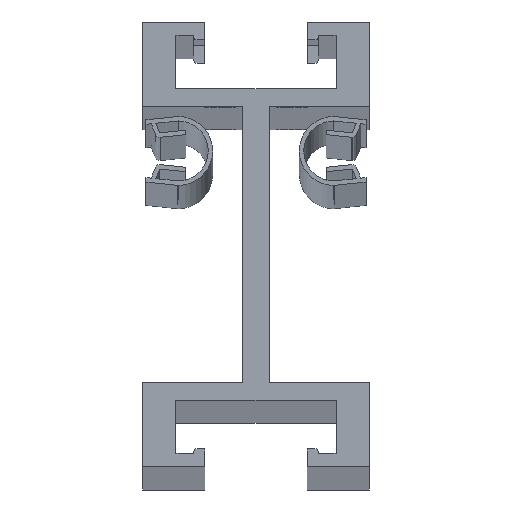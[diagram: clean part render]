
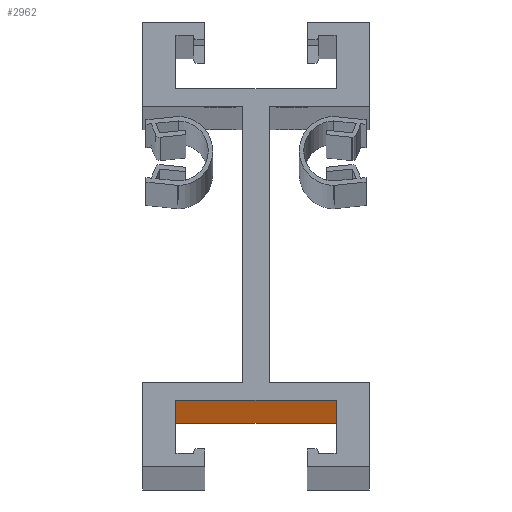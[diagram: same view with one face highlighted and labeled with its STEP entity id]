
A CAD part, top view. The second image highlights one B-rep face of the part: STEP entity #2962.
In plain terms, the highlighted planar face has unit normal (0, -1, 0).
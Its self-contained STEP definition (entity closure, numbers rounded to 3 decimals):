
#103 = EDGE_CURVE ( 'NONE', #4234, #3909, #3512, .T. ) ;
#187 = LINE ( 'NONE', #4749, #224 ) ;
#199 = CARTESIAN_POINT ( 'NONE',  ( 266.612, 480.744, 3337.519 ) ) ;
#224 = VECTOR ( 'NONE', #4326, 1000. ) ;
#272 = FACE_OUTER_BOUND ( 'NONE', #3332, .T. ) ;
#280 = CARTESIAN_POINT ( 'NONE',  ( 266.612, 480.744, 337.519 ) ) ;
#641 = VECTOR ( 'NONE', #4010, 1000. ) ;
#674 = DIRECTION ( 'NONE',  ( 0., 1., 0. ) ) ;
#1117 = LINE ( 'NONE', #199, #641 ) ;
#1120 = CARTESIAN_POINT ( 'NONE',  ( 266.612, 480.744, 3337.519 ) ) ;
#1203 = VERTEX_POINT ( 'NONE', #3753 ) ;
#1538 = CARTESIAN_POINT ( 'NONE',  ( 266.612, 480.744, 3337.519 ) ) ;
#1755 = VECTOR ( 'NONE', #2273, 1000. ) ;
#1913 = PLANE ( 'NONE',  #3405 ) ;
#1928 = ORIENTED_EDGE ( 'NONE', *, *, #4350, .F. ) ;
#1936 = DIRECTION ( 'NONE',  ( 1., 0., 0. ) ) ;
#2273 = DIRECTION ( 'NONE',  ( 1., 0., 0. ) ) ;
#2488 = VERTEX_POINT ( 'NONE', #1120 ) ;
#2782 = CARTESIAN_POINT ( 'NONE',  ( 266.612, 480.744, 3337.519 ) ) ;
#2962 = ADVANCED_FACE ( 'NONE', ( #272 ), #1913, .F. ) ;
#2973 = CARTESIAN_POINT ( 'NONE',  ( 230.612, 480.744, 337.519 ) ) ;
#2999 = VECTOR ( 'NONE', #1936, 1000. ) ;
#3010 = ORIENTED_EDGE ( 'NONE', *, *, #103, .T. ) ;
#3179 = CARTESIAN_POINT ( 'NONE',  ( 266.612, 480.744, 337.519 ) ) ;
#3332 = EDGE_LOOP ( 'NONE', ( #3010, #3811, #1928, #3735 ) ) ;
#3405 = AXIS2_PLACEMENT_3D ( 'NONE', #2782, #674, #4425 ) ;
#3512 = LINE ( 'NONE', #280, #1755 ) ;
#3568 = EDGE_CURVE ( 'NONE', #2488, #3909, #1117, .T. ) ;
#3735 = ORIENTED_EDGE ( 'NONE', *, *, #4106, .T. ) ;
#3753 = CARTESIAN_POINT ( 'NONE',  ( 230.612, 480.744, 3337.519 ) ) ;
#3811 = ORIENTED_EDGE ( 'NONE', *, *, #3568, .F. ) ;
#3909 = VERTEX_POINT ( 'NONE', #3179 ) ;
#4010 = DIRECTION ( 'NONE',  ( 0., 0., -1. ) ) ;
#4065 = LINE ( 'NONE', #1538, #2999 ) ;
#4106 = EDGE_CURVE ( 'NONE', #1203, #4234, #187, .T. ) ;
#4234 = VERTEX_POINT ( 'NONE', #2973 ) ;
#4326 = DIRECTION ( 'NONE',  ( 0., 0., -1. ) ) ;
#4350 = EDGE_CURVE ( 'NONE', #1203, #2488, #4065, .T. ) ;
#4425 = DIRECTION ( 'NONE',  ( -1., 0., 0. ) ) ;
#4749 = CARTESIAN_POINT ( 'NONE',  ( 230.612, 480.744, 3337.519 ) ) ;
